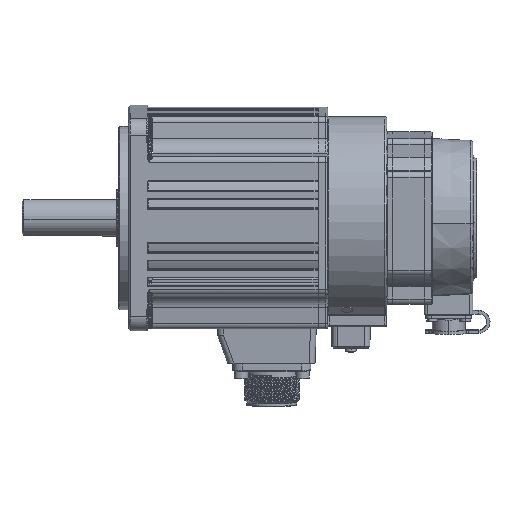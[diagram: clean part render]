
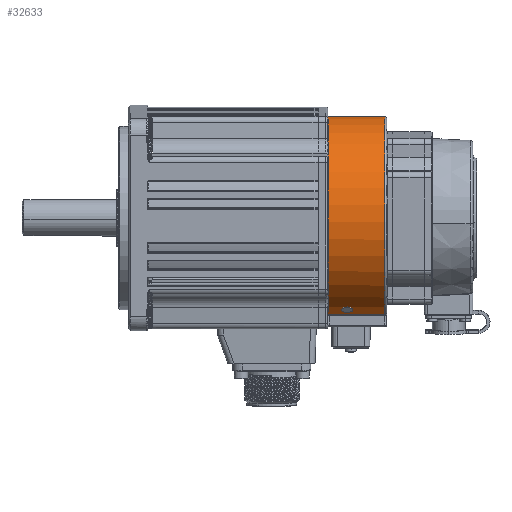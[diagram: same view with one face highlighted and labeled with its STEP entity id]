
A CAD part, top view. The second image highlights one B-rep face of the part: STEP entity #32633.
In plain terms, the highlighted cylindrical face has radius 52.5 mm (diameter 105 mm), a partial arc.
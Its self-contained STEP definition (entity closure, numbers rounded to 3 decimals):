
#787 = ORIENTED_EDGE ( 'NONE', *, *, #25640, .T. ) ;
#1868 = CARTESIAN_POINT ( 'NONE',  ( 64.077, -48.121, -24.197 ) ) ;
#2734 = DIRECTION ( 'NONE',  ( -1., 0., 0. ) ) ;
#3830 = CIRCLE ( 'NONE', #36260, 52.5 ) ;
#3974 = ORIENTED_EDGE ( 'NONE', *, *, #40524, .T. ) ;
#3980 = DIRECTION ( 'NONE',  ( 1., 0., 0. ) ) ;
#4989 = ORIENTED_EDGE ( 'NONE', *, *, #20402, .T. ) ;
#6622 = DIRECTION ( 'NONE',  ( -1., 0., 0. ) ) ;
#7387 = CARTESIAN_POINT ( 'NONE',  ( 93.313, -1.53, 0. ) ) ;
#9090 = CARTESIAN_POINT ( 'NONE',  ( 64.013, -1.53, 0. ) ) ;
#9277 = EDGE_CURVE ( 'NONE', #32095, #35687, #3830, .T. ) ;
#9480 = CARTESIAN_POINT ( 'NONE',  ( 64.013, -51.163, 17.112 ) ) ;
#10238 = CARTESIAN_POINT ( 'NONE',  ( 64.077, -51.235, 16.901 ) ) ;
#11311 = VECTOR ( 'NONE', #3980, 1000. ) ;
#11393 = CARTESIAN_POINT ( 'NONE',  ( 64.013, -48.018, -24.394 ) ) ;
#11654 = VERTEX_POINT ( 'NONE', #16363 ) ;
#13539 = CARTESIAN_POINT ( 'NONE',  ( 64.013, -51.124, 17.223 ) ) ;
#13915 = ORIENTED_EDGE ( 'NONE', *, *, #17250, .T. ) ;
#15261 = DIRECTION ( 'NONE',  ( -1., 0., 0. ) ) ;
#15511 = DIRECTION ( 'NONE',  ( 0., -0.997, -0.076 ) ) ;
#16214 = DIRECTION ( 'NONE',  ( 0., -0.997, -0.076 ) ) ;
#16363 = CARTESIAN_POINT ( 'NONE',  ( 93.313, -48.121, -24.197 ) ) ;
#16497 = ORIENTED_EDGE ( 'NONE', *, *, #9277, .T. ) ;
#17250 = EDGE_CURVE ( 'NONE', #11654, #38873, #26586, .T. ) ;
#17378 = VERTEX_POINT ( 'NONE', #20224 ) ;
#20224 = CARTESIAN_POINT ( 'NONE',  ( 93.313, 50.82, 3.966 ) ) ;
#20324 = DIRECTION ( 'NONE',  ( -1., 0., 0. ) ) ;
#20402 = EDGE_CURVE ( 'NONE', #38873, #32095, #44033, .T. ) ;
#22579 = CARTESIAN_POINT ( 'NONE',  ( 64.077, -48.121, -24.197 ) ) ;
#22840 = CARTESIAN_POINT ( 'NONE',  ( 64.013, -47.963, -24.498 ) ) ;
#23437 = CIRCLE ( 'NONE', #38027, 52.5 ) ;
#23443 = B_SPLINE_CURVE_WITH_KNOTS ( 'NONE', 3,
 ( #13539, #9480, #41220, #10238 ),
 .UNSPECIFIED., .F., .F.,
 ( 4, 4 ),
 ( 0., 0. ),
 .UNSPECIFIED. ) ;
#23833 = CIRCLE ( 'NONE', #32744, 52.5 ) ;
#24301 = CARTESIAN_POINT ( 'NONE',  ( 64.013, -51.124, 17.223 ) ) ;
#24924 = VERTEX_POINT ( 'NONE', #40635 ) ;
#25551 = ORIENTED_EDGE ( 'NONE', *, *, #40007, .T. ) ;
#25640 = EDGE_CURVE ( 'NONE', #37197, #24924, #39503, .T. ) ;
#25954 = DIRECTION ( 'NONE',  ( 0., 0.997, 0.076 ) ) ;
#26586 = LINE ( 'NONE', #30406, #35817 ) ;
#27337 = CARTESIAN_POINT ( 'NONE',  ( 94.813, -51.235, 16.901 ) ) ;
#30406 = CARTESIAN_POINT ( 'NONE',  ( 94.813, -48.121, -24.197 ) ) ;
#30456 = CARTESIAN_POINT ( 'NONE',  ( 64.034, -48.071, -24.294 ) ) ;
#32095 = VERTEX_POINT ( 'NONE', #48699 ) ;
#32572 = EDGE_CURVE ( 'NONE', #17378, #11654, #23833, .T. ) ;
#32633 = ADVANCED_FACE ( 'NONE', ( #43415 ), #35548, .T. ) ;
#32744 = AXIS2_PLACEMENT_3D ( 'NONE', #7387, #15261, #25954 ) ;
#35548 = CYLINDRICAL_SURFACE ( 'NONE', #39222, 52.5 ) ;
#35687 = VERTEX_POINT ( 'NONE', #24301 ) ;
#35817 = VECTOR ( 'NONE', #2734, 1000. ) ;
#36260 = AXIS2_PLACEMENT_3D ( 'NONE', #9090, #40068, #16214 ) ;
#37197 = VERTEX_POINT ( 'NONE', #46099 ) ;
#38027 = AXIS2_PLACEMENT_3D ( 'NONE', #41889, #6622, #48773 ) ;
#38873 = VERTEX_POINT ( 'NONE', #1868 ) ;
#39222 = AXIS2_PLACEMENT_3D ( 'NONE', #42667, #20324, #15511 ) ;
#39503 = LINE ( 'NONE', #27337, #11311 ) ;
#40007 = EDGE_CURVE ( 'NONE', #24924, #17378, #23437, .T. ) ;
#40068 = DIRECTION ( 'NONE',  ( 1., 0., 0. ) ) ;
#40524 = EDGE_CURVE ( 'NONE', #35687, #37197, #23443, .T. ) ;
#40635 = CARTESIAN_POINT ( 'NONE',  ( 93.313, -51.235, 16.901 ) ) ;
#41220 = CARTESIAN_POINT ( 'NONE',  ( 64.034, -51.2, 17.004 ) ) ;
#41889 = CARTESIAN_POINT ( 'NONE',  ( 93.313, -1.53, 0. ) ) ;
#42667 = CARTESIAN_POINT ( 'NONE',  ( 94.813, -1.53, 0. ) ) ;
#43415 = FACE_OUTER_BOUND ( 'NONE', #49544, .T. ) ;
#44033 = B_SPLINE_CURVE_WITH_KNOTS ( 'NONE', 3,
 ( #22579, #30456, #11393, #22840 ),
 .UNSPECIFIED., .F., .F.,
 ( 4, 4 ),
 ( 0., 0. ),
 .UNSPECIFIED. ) ;
#46099 = CARTESIAN_POINT ( 'NONE',  ( 64.077, -51.235, 16.901 ) ) ;
#46155 = ORIENTED_EDGE ( 'NONE', *, *, #32572, .T. ) ;
#48699 = CARTESIAN_POINT ( 'NONE',  ( 64.013, -47.963, -24.498 ) ) ;
#48773 = DIRECTION ( 'NONE',  ( 0., 0.997, 0.076 ) ) ;
#49544 = EDGE_LOOP ( 'NONE', ( #13915, #4989, #16497, #3974, #787, #25551, #46155 ) ) ;
